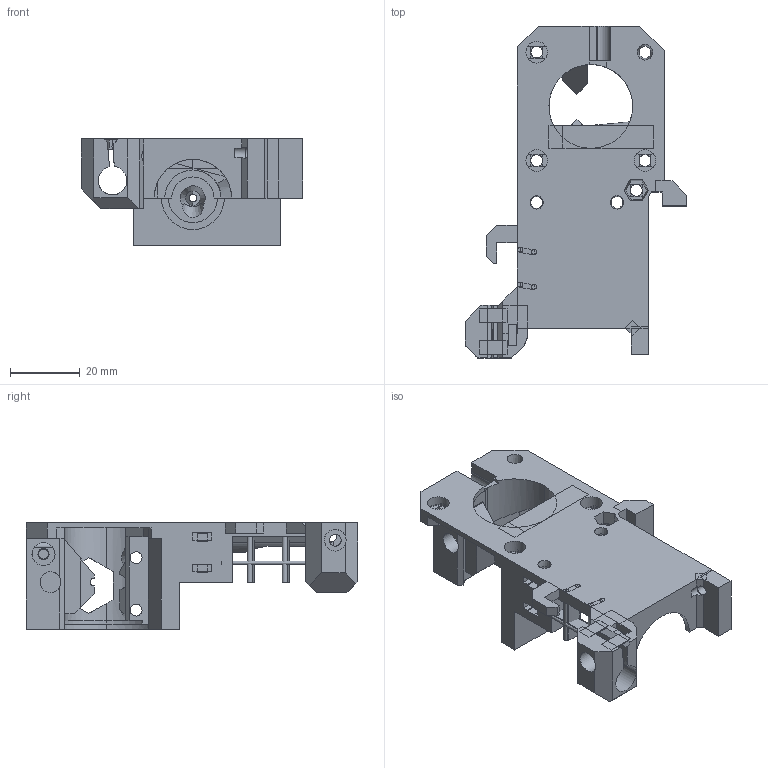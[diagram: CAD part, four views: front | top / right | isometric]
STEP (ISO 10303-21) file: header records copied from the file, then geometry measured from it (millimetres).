
FILE_DESCRIPTION(('FreeCAD Model'),'2;1');
FILE_NAME('extruder-body.step', '2017-12-05T19:03:07',('Author'),(''), 'Open CASCADE STEP processor 6.8','FreeCAD','Unknown');
FILE_SCHEMA(('AUTOMOTIVE_DESIGN_CC2 { 1 2 10303 214 -1 1 5 4 }'));
Length unit declared in the file: millimetre
Products named in the file (10): ASSEMBLY; cube098; cylinder077; cylinder078; cube090; cube091; cube089; Group005; Group006; Cut
Assembly tree (9 placements, depth 2):
  ASSEMBLY
    cube098
    cylinder077
    cylinder078
    cube090
    cube091
    cube089
    Group005
    Group006
    Cut
Bounding box: 63.5 x 95 x 30.5 mm (x, y, z)
Volume: 43732.5 mm3; surface area: 22847.2 mm2
Topology: 9 solids, 12 shells, 662 faces, 1644 edges, 1009 vertices
Faces by surface type: plane 517, cylinder 107, cone 20, bspline 18
Full cylindrical faces by diameter (mm): 1 x2, 2.2 x1, 2.8 x5, 3 x1, 3.3 x1, 3.4 x13, 4.2 x1, 5.4 x2, 6 x1, 6.2 x4, 6.6 x1, 8 x2, 14 x1, 18 x1
Entity records: 45713 total; most frequent: CARTESIAN_POINT 14098, DIRECTION 5315, ORIENTED_EDGE 3288, PCURVE 3288, DEFINITIONAL_REPRESENTATION 3288, LINE 3028, VECTOR 3028, EDGE_CURVE 1644
